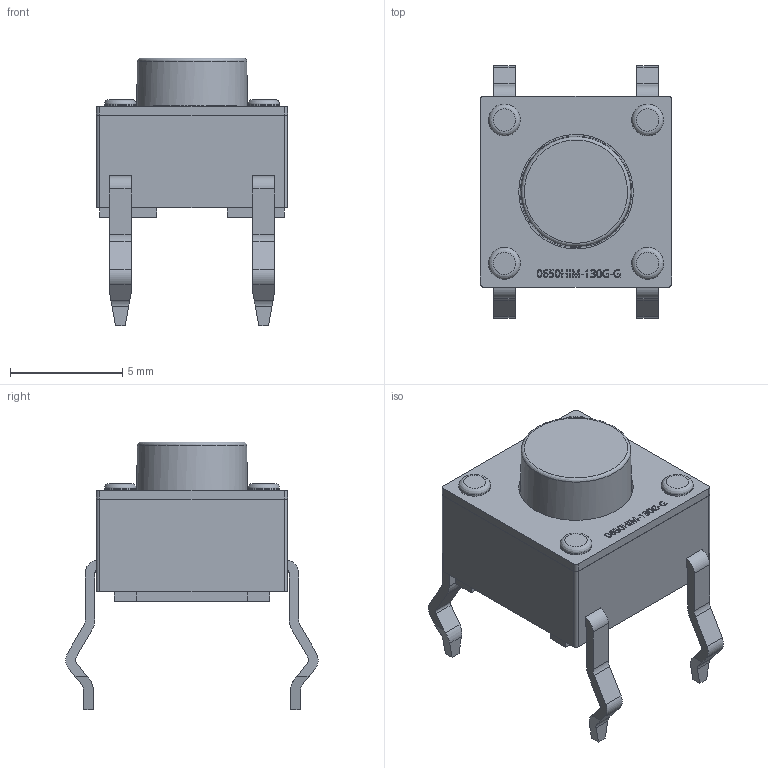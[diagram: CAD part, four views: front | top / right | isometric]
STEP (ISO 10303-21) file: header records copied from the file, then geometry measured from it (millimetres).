
FILE_DESCRIPTION(('FreeCAD Model'),'2;1');
FILE_NAME('Open CASCADE Shape Model','2025-05-05T03:52:04',('FreeCAD'),( 'FreeCAD'),'Open CASCADE STEP processor 7.6','FreeCAD','Unknown');
FILE_SCHEMA(('AUTOMOTIVE_DESIGN { 1 0 10303 214 1 1 1 1 }'));
Length unit declared in the file: millimetre
Products named in the file (1): Open CASCADE STEP translator 7.6 1
Bounding box: 8.5 x 11.23 x 11.91 mm (x, y, z)
Volume: 307.9 mm3; surface area: 775.5 mm2
Topology: 5 solids, 19 shells, 187 faces, 665 edges, 512 vertices
Faces by surface type: bspline 187
Entity records: 6963 total; most frequent: CARTESIAN_POINT 3324, ORIENTED_EDGE 1119, EDGE_CURVE 665, B_SPLINE_CURVE_WITH_KNOTS 539, VERTEX_POINT 512, FACE_BOUND 219, EDGE_LOOP 219, ADVANCED_FACE 187
